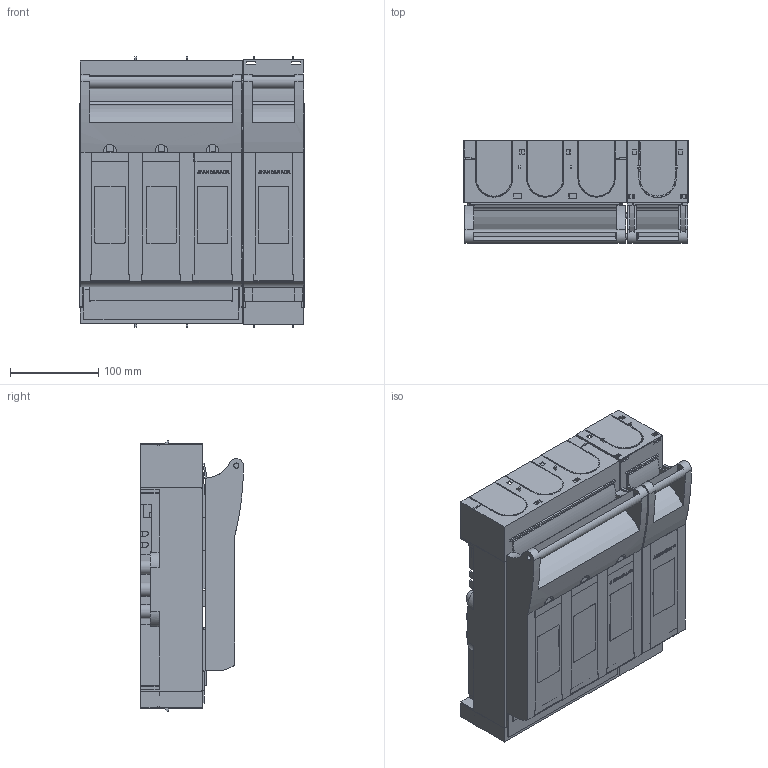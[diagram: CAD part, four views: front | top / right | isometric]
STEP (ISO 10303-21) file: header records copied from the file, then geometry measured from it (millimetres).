
FILE_DESCRIPTION(('CATIA V5 STEP'),'2;1');
FILE_NAME('T0684_NH-Sicherungslasttrennschalter-KETO-1-4_F.stp','2019-01-18T15:53:49+00:00',('none'),('Jean Müller GmbH'),'CATIA Version 5 Release 19 SP 9 (IN-10)','CATIA V5 STEP AP214','none');
FILE_SCHEMA(('AUTOMOTIVE_DESIGN { 1 0 10303 214 1 1 1 1 }'));
Products named in the file (1): T0684_NH-Sicherungslasttrennschalter-KETO-1-4/F
Bounding box: 253.5 x 116.3 x 306.12 mm (x, y, z)
Volume: 2768687 mm3; surface area: 1074618.8 mm2
Topology: 61 solids, 61 shells, 4206 faces, 12251 edges, 8044 vertices
Faces by surface type: plane 3285, cylinder 611, cone 250, torus 32, sphere 16, bspline 8, extrusion 4
Entity records: 131348 total; most frequent: CARTESIAN_POINT 26756, ORIENTED_EDGE 24454, DIRECTION 16939, EDGE_CURVE 12227, VECTOR 9896, LINE 9892, VERTEX_POINT 8044, EDGE_LOOP 4485
